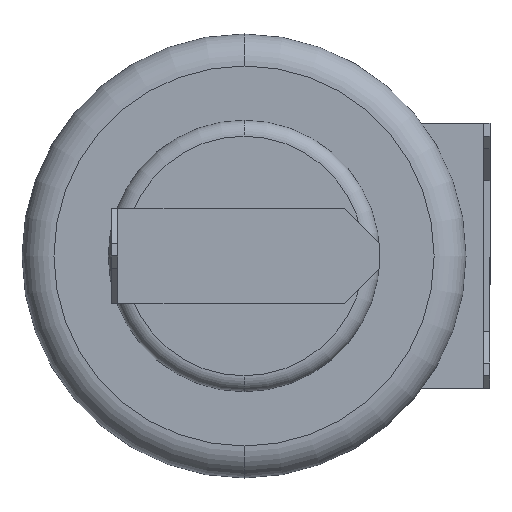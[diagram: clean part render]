
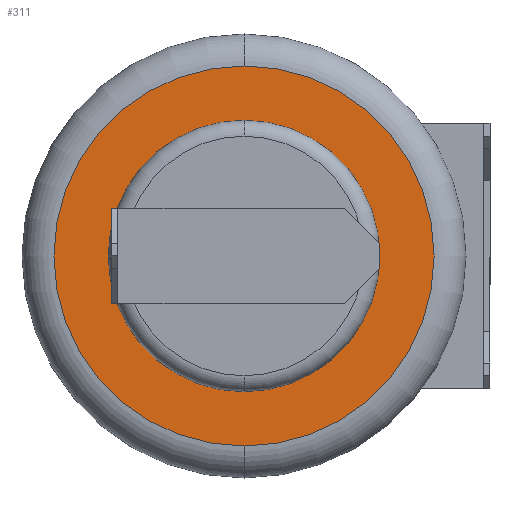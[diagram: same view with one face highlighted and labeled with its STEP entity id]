
A CAD part, front view. The second image highlights one B-rep face of the part: STEP entity #311.
In plain terms, the highlighted planar face has unit normal (0, -1, 0).
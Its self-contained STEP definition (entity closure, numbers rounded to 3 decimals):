
#1 = VERTEX_POINT ( 'NONE', #1324 ) ;
#62 = CARTESIAN_POINT ( 'NONE',  ( 0., -3.5, -4.25 ) ) ;
#68 = DIRECTION ( 'NONE',  ( 0., 0., 1. ) ) ;
#100 = CARTESIAN_POINT ( 'NONE',  ( 0., -3.5, 0. ) ) ;
#114 = EDGE_CURVE ( 'NONE', #239, #1, #1241, .T. ) ;
#122 = DIRECTION ( 'NONE',  ( 0., 0., 1. ) ) ;
#150 = ORIENTED_EDGE ( 'NONE', *, *, #794, .T. ) ;
#168 = AXIS2_PLACEMENT_3D ( 'NONE', #100, #951, #508 ) ;
#179 = EDGE_CURVE ( 'NONE', #374, #219, #1087, .T. ) ;
#217 = CARTESIAN_POINT ( 'NONE',  ( 5.95, -3.5, 0. ) ) ;
#219 = VERTEX_POINT ( 'NONE', #279 ) ;
#239 = VERTEX_POINT ( 'NONE', #62 ) ;
#244 = ORIENTED_EDGE ( 'NONE', *, *, #179, .F. ) ;
#279 = CARTESIAN_POINT ( 'NONE',  ( 0., -3.5, -5.95 ) ) ;
#298 = FACE_OUTER_BOUND ( 'NONE', #1242, .T. ) ;
#311 = ADVANCED_FACE ( 'NONE', ( #298, #639 ), #736, .F. ) ;
#374 = VERTEX_POINT ( 'NONE', #425 ) ;
#425 = CARTESIAN_POINT ( 'NONE',  ( 0., -3.5, 5.95 ) ) ;
#495 = DIRECTION ( 'NONE',  ( 0., 1., 0. ) ) ;
#508 = DIRECTION ( 'NONE',  ( 0., 0., 1. ) ) ;
#556 = AXIS2_PLACEMENT_3D ( 'NONE', #217, #1369, #851 ) ;
#585 = CARTESIAN_POINT ( 'NONE',  ( 0., -3.5, 0. ) ) ;
#596 = DIRECTION ( 'NONE',  ( 0., 0., 1. ) ) ;
#639 = FACE_BOUND ( 'NONE', #807, .T. ) ;
#710 = DIRECTION ( 'NONE',  ( 0., 1., 0. ) ) ;
#714 = CIRCLE ( 'NONE', #1131, 4.25 ) ;
#718 = AXIS2_PLACEMENT_3D ( 'NONE', #806, #495, #68 ) ;
#736 = PLANE ( 'NONE',  #556 ) ;
#749 = DIRECTION ( 'NONE',  ( 0., 1., 0. ) ) ;
#794 = EDGE_CURVE ( 'NONE', #1, #239, #714, .T. ) ;
#806 = CARTESIAN_POINT ( 'NONE',  ( 0., -3.5, 0. ) ) ;
#807 = EDGE_LOOP ( 'NONE', ( #150, #1379 ) ) ;
#851 = DIRECTION ( 'NONE',  ( 0., 0., 1. ) ) ;
#874 = CARTESIAN_POINT ( 'NONE',  ( 0., -3.5, 0. ) ) ;
#878 = AXIS2_PLACEMENT_3D ( 'NONE', #585, #710, #596 ) ;
#951 = DIRECTION ( 'NONE',  ( 0., 1., 0. ) ) ;
#1005 = CIRCLE ( 'NONE', #168, 5.95 ) ;
#1037 = ORIENTED_EDGE ( 'NONE', *, *, #1136, .F. ) ;
#1087 = CIRCLE ( 'NONE', #718, 5.95 ) ;
#1131 = AXIS2_PLACEMENT_3D ( 'NONE', #874, #749, #122 ) ;
#1136 = EDGE_CURVE ( 'NONE', #219, #374, #1005, .T. ) ;
#1241 = CIRCLE ( 'NONE', #878, 4.25 ) ;
#1242 = EDGE_LOOP ( 'NONE', ( #244, #1037 ) ) ;
#1324 = CARTESIAN_POINT ( 'NONE',  ( 0., -3.5, 4.25 ) ) ;
#1369 = DIRECTION ( 'NONE',  ( 0., 1., 0. ) ) ;
#1379 = ORIENTED_EDGE ( 'NONE', *, *, #114, .T. ) ;
